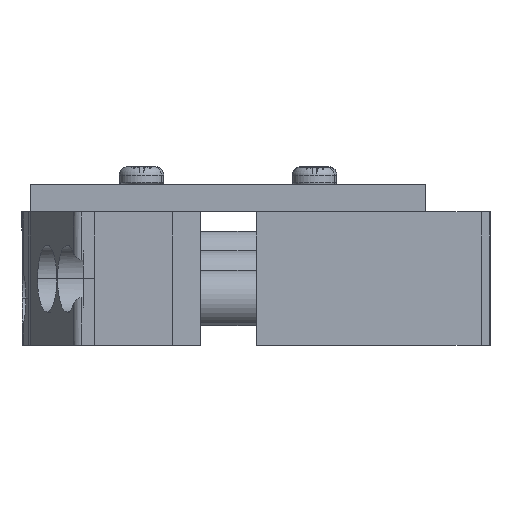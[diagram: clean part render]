
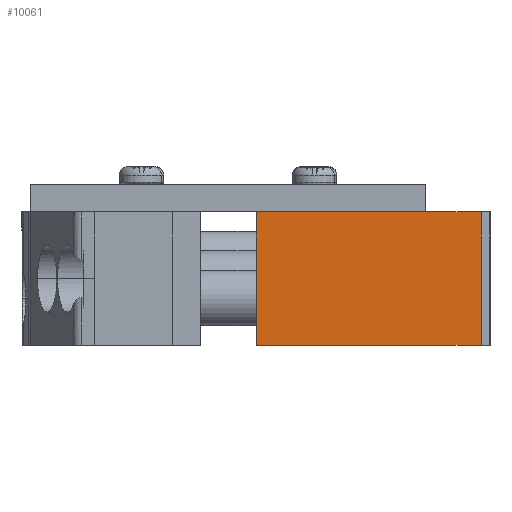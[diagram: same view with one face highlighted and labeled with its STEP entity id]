
A CAD part, left-side view. The second image highlights one B-rep face of the part: STEP entity #10061.
In plain terms, the highlighted planar face has unit normal (-1, 0, 0).
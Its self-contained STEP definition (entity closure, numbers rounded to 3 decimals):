
#10048=AXIS2_PLACEMENT_3D('Plane Axis2P3D',#10045,#10046,#10047) ;
#9574=CARTESIAN_POINT('Vertex',(-206.05,0.1,-12.)) ;
#9577=CARTESIAN_POINT('Line Origine',(-206.05,20.305,-12.)) ;
#9581=CARTESIAN_POINT('Vertex',(-206.05,40.51,-12.)) ;
#9674=CARTESIAN_POINT('Vertex',(-206.05,40.51,12.)) ;
#9677=CARTESIAN_POINT('Line Origine',(-206.05,20.305,12.)) ;
#9681=CARTESIAN_POINT('Vertex',(-206.05,0.1,12.)) ;
#10015=CARTESIAN_POINT('Line Origine',(-206.05,40.51,0.)) ;
#10045=CARTESIAN_POINT('Axis2P3D Location',(-206.05,40.51,0.)) ;
#10050=CARTESIAN_POINT('Line Origine',(-206.05,0.1,0.)) ;
#9578=DIRECTION('Vector Direction',(0.,-1.,0.)) ;
#9678=DIRECTION('Vector Direction',(0.,-1.,0.)) ;
#10016=DIRECTION('Vector Direction',(0.,0.,1.)) ;
#10046=DIRECTION('Axis2P3D Direction',(-1.,0.,0.)) ;
#10047=DIRECTION('Axis2P3D XDirection',(0.,-1.,0.)) ;
#10051=DIRECTION('Vector Direction',(0.,0.,-1.)) ;
#9579=VECTOR('Line Direction',#9578,1.) ;
#9679=VECTOR('Line Direction',#9678,1.) ;
#10017=VECTOR('Line Direction',#10016,1.) ;
#10052=VECTOR('Line Direction',#10051,1.) ;
#10056=ORIENTED_EDGE('',*,*,#9683,.F.) ;
#10057=ORIENTED_EDGE('',*,*,#10019,.F.) ;
#10058=ORIENTED_EDGE('',*,*,#9583,.T.) ;
#10059=ORIENTED_EDGE('',*,*,#10054,.F.) ;
#10061=ADVANCED_FACE('Koerper.01',(#10060),#10049,.T.) ;
#9583=EDGE_CURVE('',#9582,#9575,#9580,.T.) ;
#9683=EDGE_CURVE('',#9675,#9682,#9680,.T.) ;
#10019=EDGE_CURVE('',#9582,#9675,#10018,.T.) ;
#10054=EDGE_CURVE('',#9682,#9575,#10053,.T.) ;
#10055=EDGE_LOOP('',(#10056,#10057,#10058,#10059)) ;
#10060=FACE_OUTER_BOUND('',#10055,.T.) ;
#9580=LINE('Line',#9577,#9579) ;
#9680=LINE('Line',#9677,#9679) ;
#10018=LINE('Line',#10015,#10017) ;
#10053=LINE('Line',#10050,#10052) ;
#10049=PLANE('Plane',#10048) ;
#9575=VERTEX_POINT('',#9574) ;
#9582=VERTEX_POINT('',#9581) ;
#9675=VERTEX_POINT('',#9674) ;
#9682=VERTEX_POINT('',#9681) ;
